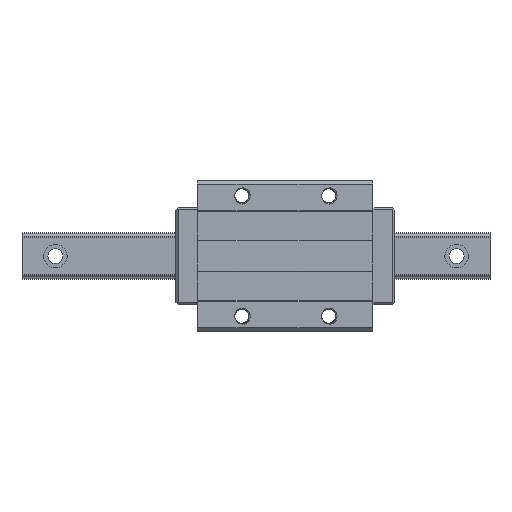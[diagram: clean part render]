
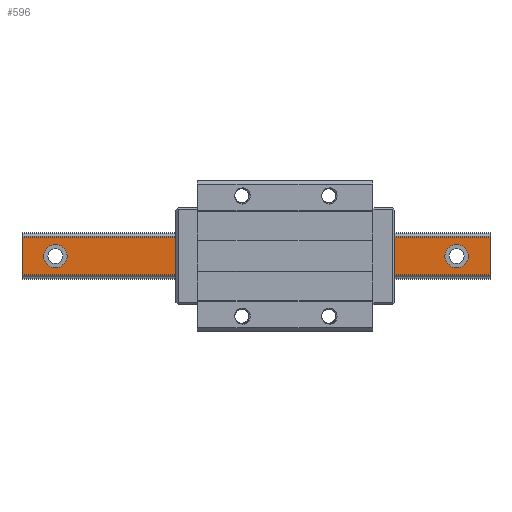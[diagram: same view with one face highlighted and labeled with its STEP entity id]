
A CAD part, top view. The second image highlights one B-rep face of the part: STEP entity #596.
In plain terms, the highlighted planar face has unit normal (0, 0, 1).
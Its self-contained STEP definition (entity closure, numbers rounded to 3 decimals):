
#151=FACE_BOUND('',#1034,.T.);
#152=FACE_BOUND('',#1035,.T.);
#153=FACE_BOUND('',#1036,.T.);
#154=FACE_BOUND('',#1037,.T.);
#155=FACE_BOUND('',#1038,.T.);
#596=ADVANCED_FACE('',(#151,#152,#153,#154,#155),#702,.T.);
#702=PLANE('',#3919);
#1034=EDGE_LOOP('',(#2027));
#1035=EDGE_LOOP('',(#2028));
#1036=EDGE_LOOP('',(#2029));
#1037=EDGE_LOOP('',(#2030));
#1038=EDGE_LOOP('',(#2031,#2032,#2033,#2034));
#2027=ORIENTED_EDGE('',*,*,#3029,.T.);
#2028=ORIENTED_EDGE('',*,*,#3030,.T.);
#2029=ORIENTED_EDGE('',*,*,#3031,.T.);
#2030=ORIENTED_EDGE('',*,*,#3032,.T.);
#2031=ORIENTED_EDGE('',*,*,#3033,.F.);
#2032=ORIENTED_EDGE('',*,*,#3028,.F.);
#2033=ORIENTED_EDGE('',*,*,#3034,.T.);
#2034=ORIENTED_EDGE('',*,*,#3035,.T.);
#2499=VERTEX_POINT('',#13079);
#2500=VERTEX_POINT('',#13081);
#2501=VERTEX_POINT('',#13085);
#2502=VERTEX_POINT('',#13087);
#2503=VERTEX_POINT('',#13089);
#2504=VERTEX_POINT('',#13091);
#2505=VERTEX_POINT('',#13093);
#2506=VERTEX_POINT('',#13095);
#3028=EDGE_CURVE('',#2500,#2499,#3413,.T.);
#3029=EDGE_CURVE('',#2501,#2501,#3158,.T.);
#3030=EDGE_CURVE('',#2502,#2502,#3159,.T.);
#3031=EDGE_CURVE('',#2503,#2503,#3160,.T.);
#3032=EDGE_CURVE('',#2504,#2504,#3161,.T.);
#3033=EDGE_CURVE('',#2499,#2505,#3414,.T.);
#3034=EDGE_CURVE('',#2500,#2506,#3415,.T.);
#3035=EDGE_CURVE('',#2506,#2505,#3416,.T.);
#3158=CIRCLE('',#3915,7.);
#3159=CIRCLE('',#3916,7.);
#3160=CIRCLE('',#3917,7.);
#3161=CIRCLE('',#3918,7.);
#3413=LINE('',#13082,#3644);
#3414=LINE('',#13092,#3645);
#3415=LINE('',#13094,#3646);
#3416=LINE('',#13096,#3647);
#3644=VECTOR('',#4707,1.);
#3645=VECTOR('',#4718,1.);
#3646=VECTOR('',#4719,1.);
#3647=VECTOR('',#4720,1.);
#3915=AXIS2_PLACEMENT_3D('',#13084,#4710,#4711);
#3916=AXIS2_PLACEMENT_3D('',#13086,#4712,#4713);
#3917=AXIS2_PLACEMENT_3D('',#13088,#4714,#4715);
#3918=AXIS2_PLACEMENT_3D('',#13090,#4716,#4717);
#3919=AXIS2_PLACEMENT_3D('',#13097,#4721,#4722);
#4707=DIRECTION('',(-1.,0.,0.));
#4710=DIRECTION('',(0.,0.,-1.));
#4711=DIRECTION('',(-1.,0.,0.));
#4712=DIRECTION('',(0.,0.,-1.));
#4713=DIRECTION('',(-1.,0.,0.));
#4714=DIRECTION('',(0.,0.,-1.));
#4715=DIRECTION('',(-1.,0.,0.));
#4716=DIRECTION('',(0.,0.,-1.));
#4717=DIRECTION('',(-1.,0.,0.));
#4718=DIRECTION('',(0.,1.,0.));
#4719=DIRECTION('',(0.,1.,0.));
#4720=DIRECTION('',(-1.,0.,0.));
#4721=DIRECTION('',(0.,0.,1.));
#4722=DIRECTION('',(1.,0.,0.));
#13079=CARTESIAN_POINT('',(286.838,-1033.311,23.));
#13081=CARTESIAN_POINT('',(566.838,-1033.311,23.));
#13082=CARTESIAN_POINT('',(511.838,-1033.311,23.));
#13084=CARTESIAN_POINT('',(546.838,-1022.167,23.));
#13085=CARTESIAN_POINT('',(539.838,-1022.167,23.));
#13086=CARTESIAN_POINT('',(466.838,-1022.167,23.));
#13087=CARTESIAN_POINT('',(459.838,-1022.167,23.));
#13088=CARTESIAN_POINT('',(386.838,-1022.167,23.));
#13089=CARTESIAN_POINT('',(379.838,-1022.167,23.));
#13090=CARTESIAN_POINT('',(306.838,-1022.167,23.));
#13091=CARTESIAN_POINT('',(299.838,-1022.167,23.));
#13092=CARTESIAN_POINT('',(286.838,-1033.311,23.));
#13093=CARTESIAN_POINT('',(286.838,-1011.022,23.));
#13094=CARTESIAN_POINT('',(566.838,-1033.311,23.));
#13095=CARTESIAN_POINT('',(566.838,-1011.022,23.));
#13096=CARTESIAN_POINT('',(511.838,-1011.022,23.));
#13097=CARTESIAN_POINT('',(511.838,-1033.311,23.));
